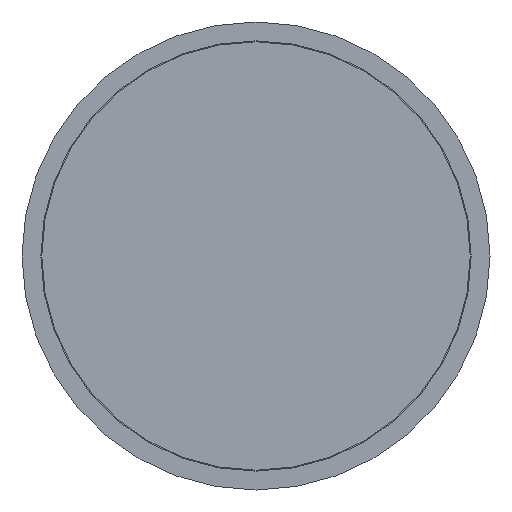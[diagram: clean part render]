
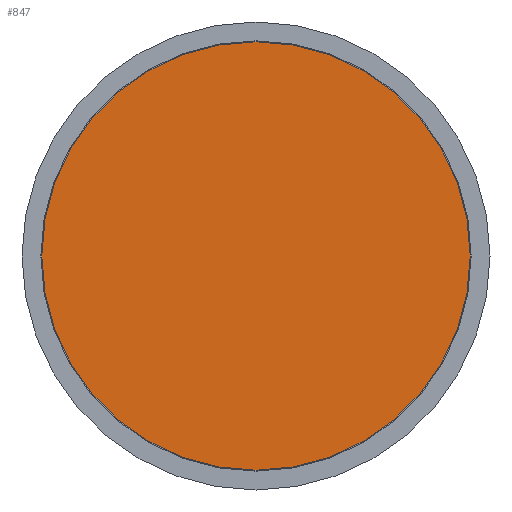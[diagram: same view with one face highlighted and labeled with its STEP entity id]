
A CAD part, front view. The second image highlights one B-rep face of the part: STEP entity #847.
In plain terms, the highlighted planar face has unit normal (0, -1, 0).
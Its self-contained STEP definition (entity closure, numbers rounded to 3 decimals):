
#55 = FACE_OUTER_BOUND ( 'NONE', #610, .T. ) ;
#88 = DIRECTION ( 'NONE',  ( 0., 0., 1. ) ) ;
#193 = CARTESIAN_POINT ( 'NONE',  ( 0., 0., -56.75 ) ) ;
#219 = DIRECTION ( 'NONE',  ( 0., -1., 0. ) ) ;
#249 = VERTEX_POINT ( 'NONE', #193 ) ;
#299 = DIRECTION ( 'NONE',  ( 0., 1., 0. ) ) ;
#311 = CARTESIAN_POINT ( 'NONE',  ( 0., 0., 0. ) ) ;
#374 = PLANE ( 'NONE',  #822 ) ;
#448 = EDGE_CURVE ( 'NONE', #249, #249, #592, .T. ) ;
#541 = DIRECTION ( 'NONE',  ( 0., 0., -1. ) ) ;
#576 = AXIS2_PLACEMENT_3D ( 'NONE', #311, #219, #541 ) ;
#592 = CIRCLE ( 'NONE', #576, 56.75 ) ;
#610 = EDGE_LOOP ( 'NONE', ( #815 ) ) ;
#676 = CARTESIAN_POINT ( 'NONE',  ( -56.75, 0., 0. ) ) ;
#815 = ORIENTED_EDGE ( 'NONE', *, *, #448, .T. ) ;
#822 = AXIS2_PLACEMENT_3D ( 'NONE', #676, #299, #88 ) ;
#847 = ADVANCED_FACE ( 'NONE', ( #55 ), #374, .F. ) ;
